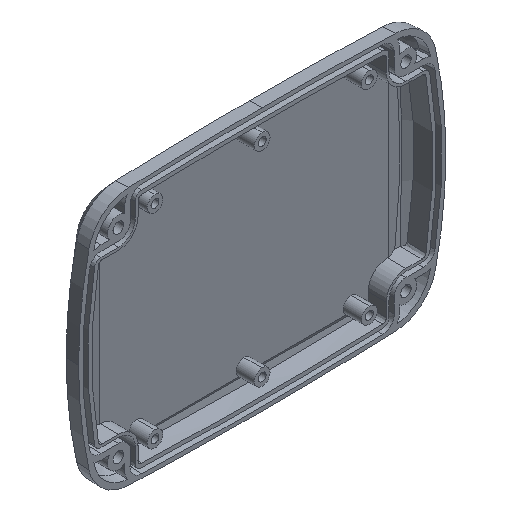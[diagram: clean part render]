
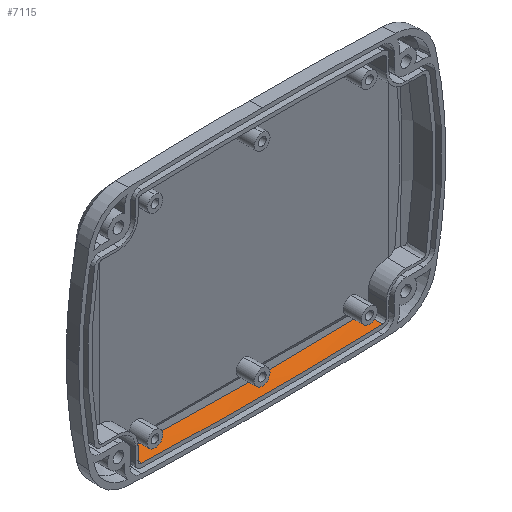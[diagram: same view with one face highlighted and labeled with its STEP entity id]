
A CAD part, isometric view. The second image highlights one B-rep face of the part: STEP entity #7115.
In plain terms, the highlighted cylindrical face has radius 1395.26 mm (diameter 2790.52 mm), a partial arc.
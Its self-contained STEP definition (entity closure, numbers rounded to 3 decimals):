
#1299=CARTESIAN_POINT('',(-46.049,0.,-44.499));
#1310=CARTESIAN_POINT('',(46.049,0.,-44.499));
#1898=CARTESIAN_POINT('',(-46.049,7.156,
-44.499));
#2567=CARTESIAN_POINT('',(-46.049,7.156,
-44.499));
#2568=CARTESIAN_POINT('',(-35.819,7.12,
-44.837));
#2569=CARTESIAN_POINT('',(-15.351,7.072,
-45.287));
#2570=CARTESIAN_POINT('',(15.351,7.072,-45.287));
#2571=CARTESIAN_POINT('',(35.819,7.12,-44.837));
#2572=CARTESIAN_POINT('',(46.049,7.156,-44.499));
#2574=DIRECTION('',(0.,1.,0.));
#2575=VECTOR('',#2574,7.156);
#2576=CARTESIAN_POINT('',(46.049,0.,-44.499));
#2577=LINE('',#2576,#2575);
#2578=CARTESIAN_POINT('',(0.,0.,1350.));
#2579=DIRECTION('',(0.,1.,0.));
#2580=DIRECTION('',(0.033,0.,-0.999));
#2581=AXIS2_PLACEMENT_3D('',#2578,#2579,#2580);
#2583=DIRECTION('',(0.,1.,0.));
#2584=VECTOR('',#2583,7.156);
#2585=CARTESIAN_POINT('',(-46.049,0.,-44.499));
#2586=LINE('',#2585,#2584);
#4098=VERTEX_POINT('',#1299);
#4119=VERTEX_POINT('',#1898);
#4152=VERTEX_POINT('',#1310);
#4173=CARTESIAN_POINT('',(46.049,7.156,-44.499));
#4174=VERTEX_POINT('',#4173);
#7103=CARTESIAN_POINT('',(0.,0.,1350.));
#7104=DIRECTION('',(0.,1.,0.));
#7105=DIRECTION('',(0.,0.,1.));
#7106=AXIS2_PLACEMENT_3D('',#7103,#7104,#7105);
#7107=CYLINDRICAL_SURFACE('',#7106,1395.259);
#7108=ORIENTED_EDGE('',*,*,#6167,.T.);
#7109=ORIENTED_EDGE('',*,*,#7097,.F.);
#7110=ORIENTED_EDGE('',*,*,#5732,.T.);
#7112=ORIENTED_EDGE('',*,*,#7111,.T.);
#7113=EDGE_LOOP('',(#7108,#7109,#7110,#7112));
#7114=FACE_OUTER_BOUND('',#7113,.F.);
#7115=ADVANCED_FACE('',(#7114),#7107,.F.);
#2573=B_SPLINE_CURVE_WITH_KNOTS('',3,(#2567,#2568,#2569,#2570,#2571,#2572),
.UNSPECIFIED.,.F.,.F.,(4,1,1,4),(0.,0.333,0.667,1.),
.UNSPECIFIED.);
#2582=CIRCLE('',#2581,1395.259);
#5732=EDGE_CURVE('',#4152,#4098,#2582,.T.);
#6167=EDGE_CURVE('',#4119,#4174,#2573,.T.);
#7097=EDGE_CURVE('',#4152,#4174,#2577,.T.);
#7111=EDGE_CURVE('',#4098,#4119,#2586,.T.);
